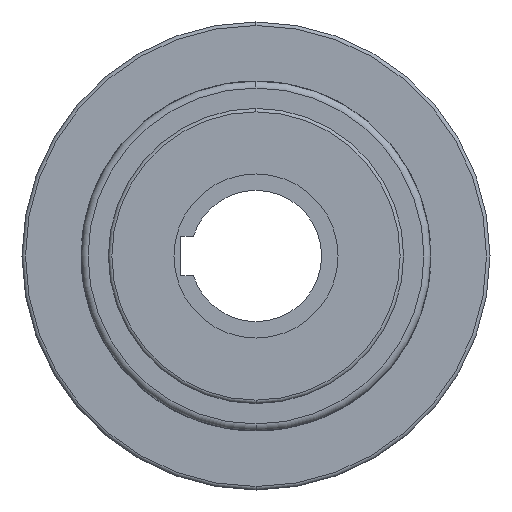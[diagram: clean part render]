
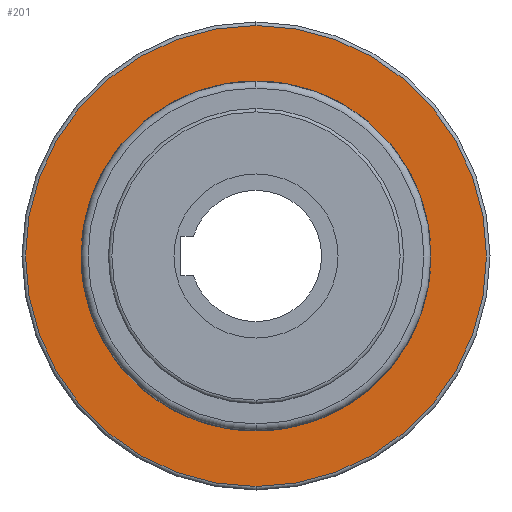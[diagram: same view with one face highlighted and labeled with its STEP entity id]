
A CAD part, left-side view. The second image highlights one B-rep face of the part: STEP entity #201.
In plain terms, the highlighted planar face has unit normal (-1, 0, 0).
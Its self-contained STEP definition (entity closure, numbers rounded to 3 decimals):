
#201=ADVANCED_FACE('',(#612,#613),#614,.T.);
#612=FACE_OUTER_BOUND('',#1103,.T.);
#613=FACE_BOUND('',#1104,.T.);
#614=PLANE('',#1105);
#1103=EDGE_LOOP('',(#2529,#2530,#2531));
#1104=EDGE_LOOP('',(#2532,#2533,#2534));
#1105=AXIS2_PLACEMENT_3D('',#2535,#2536,#2537);
#2529=ORIENTED_EDGE('',*,*,#3190,.F.);
#2530=ORIENTED_EDGE('',*,*,#3189,.F.);
#2531=ORIENTED_EDGE('',*,*,#3574,.F.);
#2532=ORIENTED_EDGE('',*,*,#3575,.T.);
#2533=ORIENTED_EDGE('',*,*,#3144,.T.);
#2534=ORIENTED_EDGE('',*,*,#3576,.T.);
#2535=CARTESIAN_POINT('',(152.0,52.7,0.0));
#2536=DIRECTION('',(-1.0,-0.0,0.0));
#2537=DIRECTION('',(0.0,-1.0,-0.0));
#3144=EDGE_CURVE('',#3752,#3756,#3758,.T.);
#3189=EDGE_CURVE('',#3844,#3847,#3848,.T.);
#3190=EDGE_CURVE('',#3847,#3849,#3850,.T.);
#3574=EDGE_CURVE('',#3849,#3844,#4496,.T.);
#3575=EDGE_CURVE('',#4497,#3752,#4498,.T.);
#3576=EDGE_CURVE('',#3756,#4497,#4499,.T.);
#3752=VERTEX_POINT('',#4790);
#3756=VERTEX_POINT('',#4795);
#3758=CIRCLE('',#4798,80.0);
#3844=VERTEX_POINT('',#5050);
#3847=VERTEX_POINT('',#5053);
#3848=CIRCLE('',#5054,105.4);
#3849=VERTEX_POINT('',#5055);
#3850=CIRCLE('',#5056,105.4);
#4496=CIRCLE('',#5970,105.4);
#4497=VERTEX_POINT('',#5971);
#4498=CIRCLE('',#5972,80.0);
#4499=CIRCLE('',#5973,80.0);
#4790=CARTESIAN_POINT('',(152.0,80.0,0.));
#4795=CARTESIAN_POINT('',(152.0,-80.0,0.));
#4798=AXIS2_PLACEMENT_3D('',#6956,#6957,#6958);
#5050=CARTESIAN_POINT('',(152.0,0.,-105.4));
#5053=CARTESIAN_POINT('',(152.0,105.4,0.0));
#5054=AXIS2_PLACEMENT_3D('',#7049,#7050,#7051);
#5055=CARTESIAN_POINT('',(152.0,0.,105.4));
#5056=AXIS2_PLACEMENT_3D('',#7052,#7053,#7054);
#5970=AXIS2_PLACEMENT_3D('',#7791,#7792,#7793);
#5971=CARTESIAN_POINT('',(152.0,56.569,-56.569));
#5972=AXIS2_PLACEMENT_3D('',#7794,#7795,#7796);
#5973=AXIS2_PLACEMENT_3D('',#7797,#7798,#7799);
#6956=CARTESIAN_POINT('',(152.0,0.0,0.0));
#6957=DIRECTION('',(1.0,0.0,0.0));
#6958=DIRECTION('',(0.0,0.707,-0.707));
#7049=CARTESIAN_POINT('',(152.0,0.0,0.0));
#7050=DIRECTION('',(1.0,0.0,0.0));
#7051=DIRECTION('',(0.0,1.0,0.0));
#7052=CARTESIAN_POINT('',(152.0,0.0,0.0));
#7053=DIRECTION('',(1.0,0.0,0.0));
#7054=DIRECTION('',(0.0,1.0,0.0));
#7791=CARTESIAN_POINT('',(152.0,0.0,0.0));
#7792=DIRECTION('',(1.0,0.0,0.0));
#7793=DIRECTION('',(0.0,1.0,0.0));
#7794=CARTESIAN_POINT('',(152.0,0.0,0.0));
#7795=DIRECTION('',(1.0,0.0,0.0));
#7796=DIRECTION('',(0.0,0.707,-0.707));
#7797=CARTESIAN_POINT('',(152.0,0.0,0.0));
#7798=DIRECTION('',(1.0,0.0,0.0));
#7799=DIRECTION('',(0.0,0.707,-0.707));
